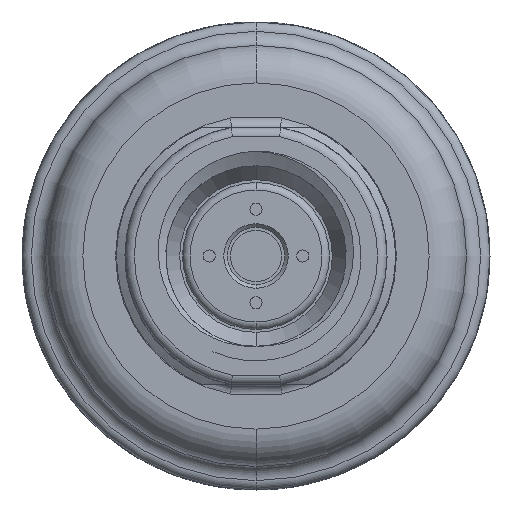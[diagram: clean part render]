
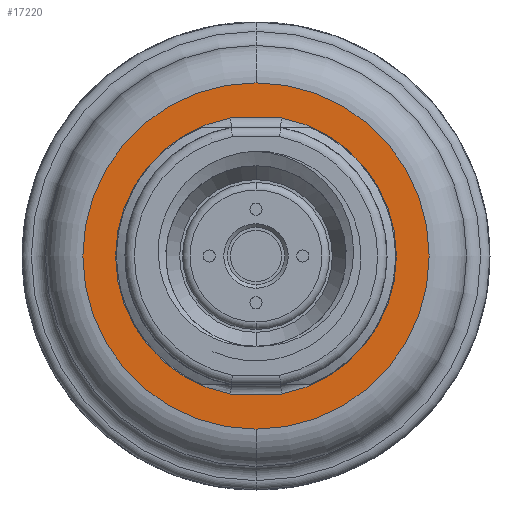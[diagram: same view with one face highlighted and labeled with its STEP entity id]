
A CAD part, front view. The second image highlights one B-rep face of the part: STEP entity #17220.
In plain terms, the highlighted planar face has unit normal (0, -1, 0).
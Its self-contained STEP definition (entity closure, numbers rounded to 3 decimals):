
#2380=CARTESIAN_POINT('',(0.,-3.,0.));
#2381=DIRECTION('',(0.,-1.,0.));
#2382=DIRECTION('',(0.,0.,-1.));
#2383=AXIS2_PLACEMENT_3D('',#2380,#2381,#2382);
#2385=CARTESIAN_POINT('',(0.,-3.,0.));
#2386=DIRECTION('',(0.,-1.,0.));
#2387=DIRECTION('',(0.,0.,1.));
#2388=AXIS2_PLACEMENT_3D('',#2385,#2386,#2387);
#2390=CARTESIAN_POINT('',(0.,-3.,0.));
#2391=DIRECTION('',(0.,-1.,0.));
#2392=DIRECTION('',(-0.182,0.,0.983));
#2393=AXIS2_PLACEMENT_3D('',#2390,#2391,#2392);
#2395=DIRECTION('',(1.,0.,0.));
#2396=VECTOR('',#2395,5.454);
#2397=CARTESIAN_POINT('',(-2.727,-3.,-14.75));
#2398=LINE('',#2397,#2396);
#2399=CARTESIAN_POINT('',(0.,-3.,0.));
#2400=DIRECTION('',(0.,-1.,0.));
#2401=DIRECTION('',(0.182,0.,-0.983));
#2402=AXIS2_PLACEMENT_3D('',#2399,#2400,#2401);
#2404=DIRECTION('',(-1.,0.,0.));
#2405=VECTOR('',#2404,5.454);
#2406=CARTESIAN_POINT('',(2.727,-3.,14.75));
#2407=LINE('',#2406,#2405);
#13506=CARTESIAN_POINT('',(-2.727,-3.,14.75));
#13507=CARTESIAN_POINT('',(-2.727,-3.,-14.75));
#13508=VERTEX_POINT('',#13506);
#13509=VERTEX_POINT('',#13507);
#13514=CARTESIAN_POINT('',(2.727,-3.,-14.75));
#13515=CARTESIAN_POINT('',(2.727,-3.,14.75));
#13516=VERTEX_POINT('',#13514);
#13517=VERTEX_POINT('',#13515);
#13758=CARTESIAN_POINT('',(0.,-3.,-18.5));
#13759=CARTESIAN_POINT('',(0.,-3.,18.5));
#13760=VERTEX_POINT('',#13758);
#13761=VERTEX_POINT('',#13759);
#17200=CARTESIAN_POINT('',(0.,-3.,0.));
#17201=DIRECTION('',(0.,-1.,0.));
#17202=DIRECTION('',(0.,0.,1.));
#17203=AXIS2_PLACEMENT_3D('',#17200,#17201,#17202);
#17204=PLANE('',#17203);
#17206=ORIENTED_EDGE('',*,*,#17205,.F.);
#17208=ORIENTED_EDGE('',*,*,#17207,.F.);
#17209=EDGE_LOOP('',(#17206,#17208));
#17210=FACE_OUTER_BOUND('',#17209,.F.);
#17211=ORIENTED_EDGE('',*,*,#17190,.T.);
#17213=ORIENTED_EDGE('',*,*,#17212,.T.);
#17215=ORIENTED_EDGE('',*,*,#17214,.T.);
#17217=ORIENTED_EDGE('',*,*,#17216,.T.);
#17218=EDGE_LOOP('',(#17211,#17213,#17215,#17217));
#17219=FACE_BOUND('',#17218,.F.);
#17220=ADVANCED_FACE('',(#17210,#17219),#17204,.T.);
#2384=CIRCLE('',#2383,18.5);
#2389=CIRCLE('',#2388,18.5);
#2394=CIRCLE('',#2393,15.);
#2403=CIRCLE('',#2402,15.);
#17190=EDGE_CURVE('',#13508,#13509,#2394,.T.);
#17205=EDGE_CURVE('',#13760,#13761,#2384,.T.);
#17207=EDGE_CURVE('',#13761,#13760,#2389,.T.);
#17212=EDGE_CURVE('',#13509,#13516,#2398,.T.);
#17214=EDGE_CURVE('',#13516,#13517,#2403,.T.);
#17216=EDGE_CURVE('',#13517,#13508,#2407,.T.);
